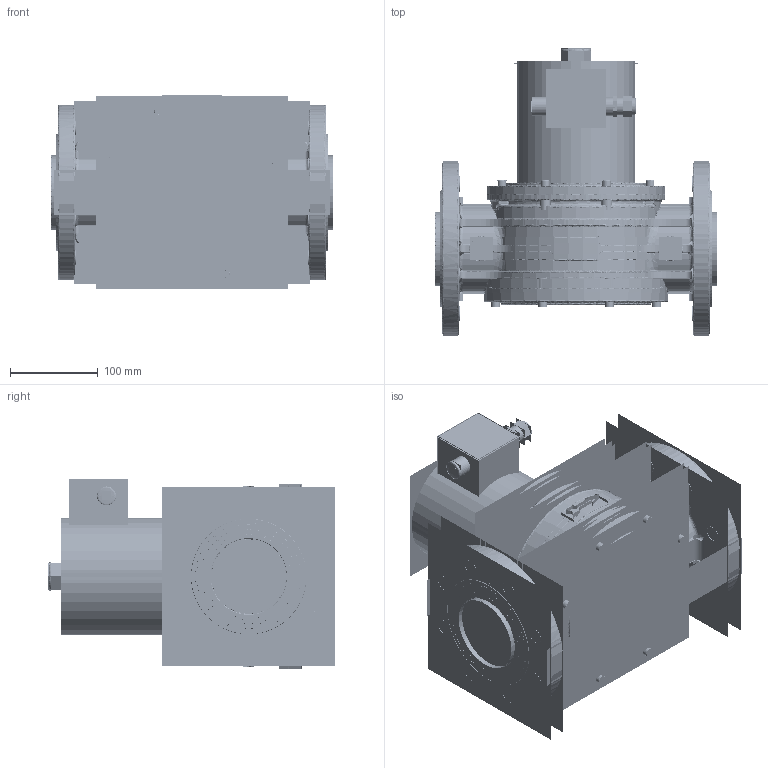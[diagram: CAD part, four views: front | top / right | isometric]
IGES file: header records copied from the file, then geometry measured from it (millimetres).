
Start section:  PTC IGES file: EVP09.igs
Global section: file name: EVP09.igs; native system: Creo Parametric by Parametric Technology Corporation; preprocessor: 2012130; author: Matteo Bolognesi; organization: Unknown; date: 20140211.182330; units: millimetre
Bounding box: 320.84 x 327.77 x 220.83 mm (x, y, z)
Surface area: 4799191.2 mm2 (no closed solid volume)
Topology: 0 solids, 0 shells, 6114 faces, 77959 edges, 102083 vertices
Faces by surface type: revolution 3518, bspline 2596
